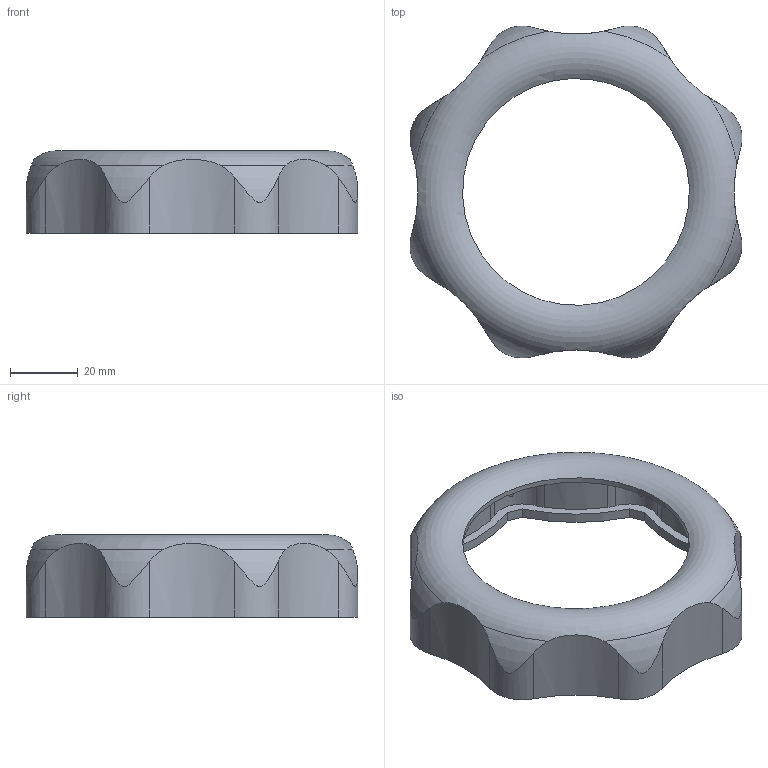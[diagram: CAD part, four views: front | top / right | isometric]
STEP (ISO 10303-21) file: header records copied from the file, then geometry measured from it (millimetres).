
FILE_DESCRIPTION( ( 'STEP AP203' ), '1' );
FILE_NAME( 'VK3100.step', '2022-07-20T08:09:21', ( ' ' ), ( ' ' ), 'XStep 1.0', ' ', ' ' );
FILE_SCHEMA( ( 'CONFIG_CONTROL_DESIGN' ) );
Length unit declared in the file: millimetre
Products named in the file (1): 1
Bounding box: 98.03 x 98.03 x 24.29 mm (x, y, z)
Volume: 24896.9 mm3; surface area: 22995.4 mm2
Topology: 1 solids, 1 shells, 2249 faces, 6653 edges, 4435 vertices
Faces by surface type: plane 2112, cylinder 91, torus 38, bspline 8
Full cylindrical faces by diameter (mm): 67 x1
Entity records: 80074 total; most frequent: CARTESIAN_POINT 28524, ORIENTED_EDGE 13296, DIRECTION 6881, EDGE_CURVE 6648, VERTEX_POINT 4433, B_SPLINE_CURVE_WITH_KNOTS 4350, AXIS2_PLACEMENT_3D 2341, EDGE_LOOP 2283
